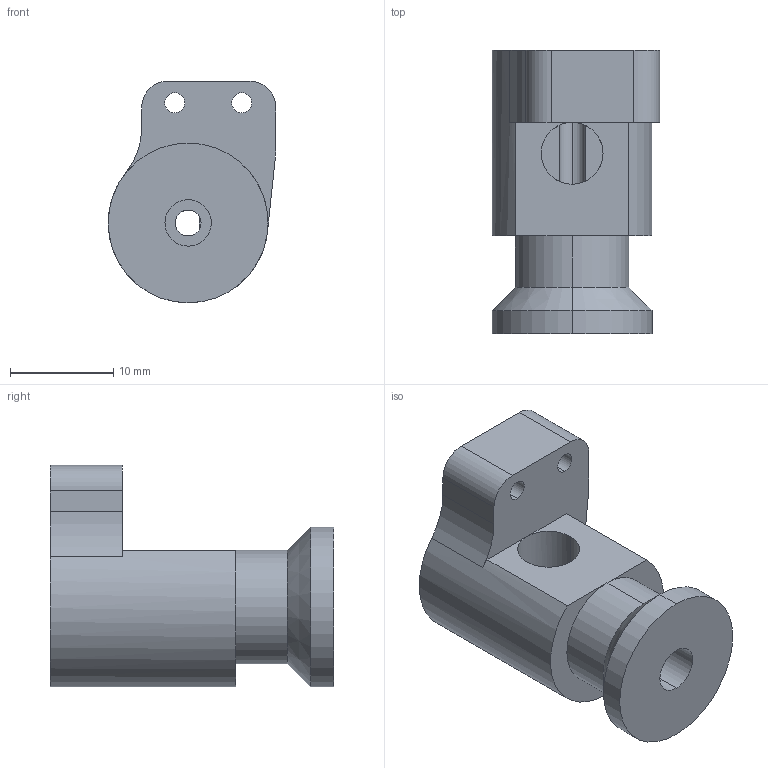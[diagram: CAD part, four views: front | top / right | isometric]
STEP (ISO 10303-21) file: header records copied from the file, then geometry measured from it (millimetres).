
FILE_DESCRIPTION (( 'STEP AP214' ), '1' );
FILE_NAME ('癹弇.STEP', '2024-12-28T12:53:40', ( '' ), ( '' ), 'SwSTEP 2.0', 'SolidWorks 2024', '' );
FILE_SCHEMA (( 'AUTOMOTIVE_DESIGN' ));
Length unit declared in the file: millimetre
Products named in the file (1): 限位
Bounding box: 16.25 x 27.5 x 21.5 mm (x, y, z)
Volume: 4319 mm3; surface area: 2648.5 mm2
Topology: 1 solids, 1 shells, 63 faces, 170 edges, 108 vertices
Faces by surface type: cylinder 31, plane 26, bspline 4, cone 2
Entity records: 3057 total; most frequent: CARTESIAN_POINT 1515, ORIENTED_EDGE 340, DIRECTION 301, EDGE_CURVE 170, AXIS2_PLACEMENT_3D 112, VERTEX_POINT 108, LINE 77, VECTOR 77
